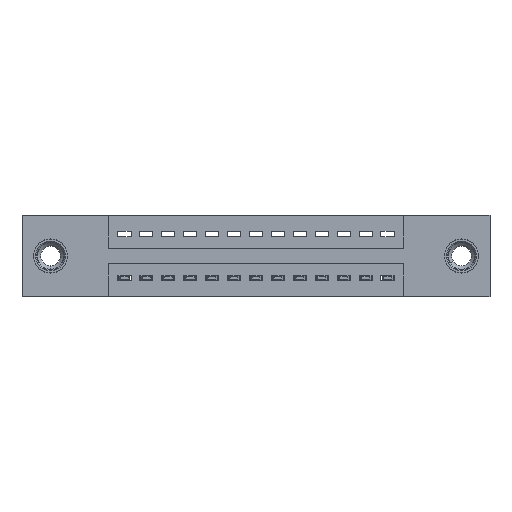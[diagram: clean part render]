
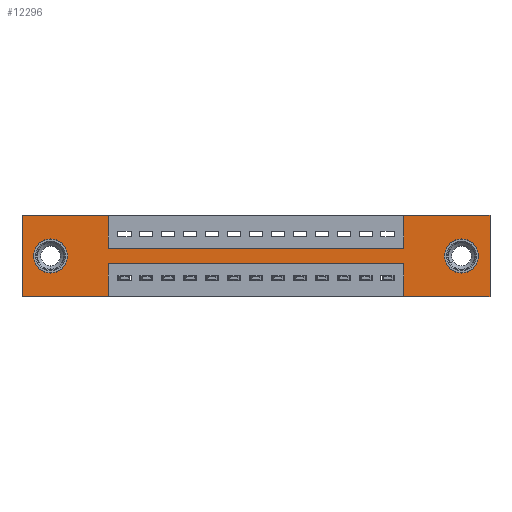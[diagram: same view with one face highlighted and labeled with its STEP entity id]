
A CAD part, front view. The second image highlights one B-rep face of the part: STEP entity #12296.
In plain terms, the highlighted planar face has unit normal (0, -1, 0).
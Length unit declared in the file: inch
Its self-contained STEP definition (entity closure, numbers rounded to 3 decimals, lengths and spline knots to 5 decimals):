
#53 = VERTEX_POINT ( 'NONE', #10865 ) ;
#297 = CARTESIAN_POINT ( 'NONE',  ( 2.005, 0., -0.107 ) ) ;
#311 = CARTESIAN_POINT ( 'NONE',  ( 0.3925, 0., 0. ) ) ;
#358 = LINE ( 'NONE', #14033, #8528 ) ;
#366 = CIRCLE ( 'NONE', #14251, 0.078 ) ;
#501 = AXIS2_PLACEMENT_3D ( 'NONE', #10673, #10566, #11812 ) ;
#550 = LINE ( 'NONE', #1454, #8539 ) ;
#554 = CARTESIAN_POINT ( 'NONE',  ( 0., 0., -0.37 ) ) ;
#648 = ORIENTED_EDGE ( 'NONE', *, *, #10264, .F. ) ;
#664 = EDGE_CURVE ( 'NONE', #3946, #4140, #13900, .T. ) ;
#729 = DIRECTION ( 'NONE',  ( 0., 0., -1. ) ) ;
#739 = EDGE_CURVE ( 'NONE', #12260, #1007, #7306, .T. ) ;
#769 = EDGE_CURVE ( 'NONE', #4732, #10632, #9263, .T. ) ;
#839 = CARTESIAN_POINT ( 'NONE',  ( 0.3925, 0., -0.15 ) ) ;
#968 = VERTEX_POINT ( 'NONE', #14393 ) ;
#1007 = VERTEX_POINT ( 'NONE', #4348 ) ;
#1044 = VERTEX_POINT ( 'NONE', #5355 ) ;
#1240 = VERTEX_POINT ( 'NONE', #839 ) ;
#1352 = DIRECTION ( 'NONE',  ( 0., 0., 1. ) ) ;
#1454 = CARTESIAN_POINT ( 'NONE',  ( 1.7425, 0., 0. ) ) ;
#1624 = VECTOR ( 'NONE', #3425, 39.37008 ) ;
#1637 = FACE_BOUND ( 'NONE', #3122, .T. ) ;
#1730 = LINE ( 'NONE', #12402, #6524 ) ;
#1732 = EDGE_CURVE ( 'NONE', #10494, #1240, #5315, .T. ) ;
#1860 = CARTESIAN_POINT ( 'NONE',  ( 0.13, 0., -0.185 ) ) ;
#1870 = ORIENTED_EDGE ( 'NONE', *, *, #10297, .T. ) ;
#1998 = CARTESIAN_POINT ( 'NONE',  ( 1.7425, 0., 0. ) ) ;
#2146 = DIRECTION ( 'NONE',  ( 1., 0., 0. ) ) ;
#2171 = ORIENTED_EDGE ( 'NONE', *, *, #9343, .F. ) ;
#2396 = CARTESIAN_POINT ( 'NONE',  ( 0., 0., 0. ) ) ;
#2576 = CARTESIAN_POINT ( 'NONE',  ( 0.3925, 0., -0.37 ) ) ;
#2678 = ORIENTED_EDGE ( 'NONE', *, *, #10285, .F. ) ;
#2782 = DIRECTION ( 'NONE',  ( 0., -1., 0. ) ) ;
#3122 = EDGE_LOOP ( 'NONE', ( #10671, #1870 ) ) ;
#3184 = DIRECTION ( 'NONE',  ( 0., 1., 0. ) ) ;
#3329 = CARTESIAN_POINT ( 'NONE',  ( 2.005, 0., -0.185 ) ) ;
#3425 = DIRECTION ( 'NONE',  ( 1., 0., 0. ) ) ;
#3505 = DIRECTION ( 'NONE',  ( 1., 0., 0. ) ) ;
#3542 = CARTESIAN_POINT ( 'NONE',  ( 1.7425, 0., -0.15 ) ) ;
#3872 = LINE ( 'NONE', #10274, #1624 ) ;
#3946 = VERTEX_POINT ( 'NONE', #2576 ) ;
#4046 = DIRECTION ( 'NONE',  ( 0., 1., 0. ) ) ;
#4082 = CIRCLE ( 'NONE', #501, 0.078 ) ;
#4086 = AXIS2_PLACEMENT_3D ( 'NONE', #3329, #3184, #12281 ) ;
#4117 = VECTOR ( 'NONE', #9322, 39.37008 ) ;
#4140 = VERTEX_POINT ( 'NONE', #554 ) ;
#4262 = EDGE_LOOP ( 'NONE', ( #7095, #6085 ) ) ;
#4348 = CARTESIAN_POINT ( 'NONE',  ( 1.7425, 0., -0.22 ) ) ;
#4667 = VECTOR ( 'NONE', #7538, 39.37008 ) ;
#4689 = EDGE_CURVE ( 'NONE', #10632, #11063, #13582, .T. ) ;
#4732 = VERTEX_POINT ( 'NONE', #1998 ) ;
#4814 = PLANE ( 'NONE',  #5939 ) ;
#4825 = VERTEX_POINT ( 'NONE', #3542 ) ;
#5315 = LINE ( 'NONE', #8731, #9084 ) ;
#5355 = CARTESIAN_POINT ( 'NONE',  ( 0.13, 0., -0.263 ) ) ;
#5515 = DIRECTION ( 'NONE',  ( 0., 0., -1. ) ) ;
#5524 = EDGE_CURVE ( 'NONE', #53, #1044, #10192, .T. ) ;
#5895 = ORIENTED_EDGE ( 'NONE', *, *, #11357, .F. ) ;
#5939 = AXIS2_PLACEMENT_3D ( 'NONE', #13959, #2782, #10620 ) ;
#6085 = ORIENTED_EDGE ( 'NONE', *, *, #13976, .T. ) ;
#6240 = CARTESIAN_POINT ( 'NONE',  ( 0.3925, 0., -0.22 ) ) ;
#6312 = EDGE_CURVE ( 'NONE', #10648, #8146, #4082, .T. ) ;
#6416 = DIRECTION ( 'NONE',  ( 0., 0., 1. ) ) ;
#6524 = VECTOR ( 'NONE', #2146, 39.37008 ) ;
#6593 = CARTESIAN_POINT ( 'NONE',  ( 2.135, 0., 0. ) ) ;
#6668 = VECTOR ( 'NONE', #9173, 39.37008 ) ;
#6751 = ORIENTED_EDGE ( 'NONE', *, *, #664, .F. ) ;
#6756 = FACE_BOUND ( 'NONE', #4262, .T. ) ;
#6896 = CARTESIAN_POINT ( 'NONE',  ( 0., 0., 0. ) ) ;
#7095 = ORIENTED_EDGE ( 'NONE', *, *, #5524, .T. ) ;
#7306 = LINE ( 'NONE', #10531, #12641 ) ;
#7538 = DIRECTION ( 'NONE',  ( 0., 0., 1. ) ) ;
#7678 = EDGE_LOOP ( 'NONE', ( #5895, #648, #11154, #2171, #11204, #10372, #9477, #12617, #14690, #14044, #2678, #6751 ) ) ;
#7701 = VERTEX_POINT ( 'NONE', #6240 ) ;
#7737 = VECTOR ( 'NONE', #5515, 39.37008 ) ;
#7749 = EDGE_CURVE ( 'NONE', #4825, #4732, #550, .T. ) ;
#8146 = VERTEX_POINT ( 'NONE', #11072 ) ;
#8270 = CARTESIAN_POINT ( 'NONE',  ( 0., 0., -0.37 ) ) ;
#8528 = VECTOR ( 'NONE', #10205, 39.37008 ) ;
#8539 = VECTOR ( 'NONE', #12899, 39.37008 ) ;
#8731 = CARTESIAN_POINT ( 'NONE',  ( 0.3925, 0., 0. ) ) ;
#8813 = CARTESIAN_POINT ( 'NONE',  ( 0.3925, 0., -0.22 ) ) ;
#9084 = VECTOR ( 'NONE', #729, 39.37008 ) ;
#9163 = LINE ( 'NONE', #12696, #4117 ) ;
#9173 = DIRECTION ( 'NONE',  ( -1., 0., 0. ) ) ;
#9263 = LINE ( 'NONE', #2396, #12113 ) ;
#9296 = CARTESIAN_POINT ( 'NONE',  ( 2.135, 0., -0.37 ) ) ;
#9322 = DIRECTION ( 'NONE',  ( 0., 0., -1. ) ) ;
#9343 = EDGE_CURVE ( 'NONE', #11063, #12260, #358, .T. ) ;
#9477 = ORIENTED_EDGE ( 'NONE', *, *, #7749, .F. ) ;
#9496 = AXIS2_PLACEMENT_3D ( 'NONE', #1860, #4046, #6416 ) ;
#9689 = LINE ( 'NONE', #8813, #6668 ) ;
#10122 = CARTESIAN_POINT ( 'NONE',  ( 1.7425, 0., -0.37 ) ) ;
#10192 = CIRCLE ( 'NONE', #9496, 0.078 ) ;
#10205 = DIRECTION ( 'NONE',  ( -1., 0., 0. ) ) ;
#10264 = EDGE_CURVE ( 'NONE', #1007, #7701, #9689, .T. ) ;
#10274 = CARTESIAN_POINT ( 'NONE',  ( 0., 0., 0. ) ) ;
#10285 = EDGE_CURVE ( 'NONE', #4140, #968, #13589, .T. ) ;
#10297 = EDGE_CURVE ( 'NONE', #8146, #10648, #12707, .T. ) ;
#10372 = ORIENTED_EDGE ( 'NONE', *, *, #769, .F. ) ;
#10494 = VERTEX_POINT ( 'NONE', #311 ) ;
#10531 = CARTESIAN_POINT ( 'NONE',  ( 1.7425, 0., -0.37 ) ) ;
#10556 = CARTESIAN_POINT ( 'NONE',  ( 2.135, 0., 0. ) ) ;
#10566 = DIRECTION ( 'NONE',  ( 0., 1., 0. ) ) ;
#10620 = DIRECTION ( 'NONE',  ( 0., 0., -1. ) ) ;
#10632 = VERTEX_POINT ( 'NONE', #10556 ) ;
#10648 = VERTEX_POINT ( 'NONE', #297 ) ;
#10671 = ORIENTED_EDGE ( 'NONE', *, *, #6312, .T. ) ;
#10673 = CARTESIAN_POINT ( 'NONE',  ( 2.005, 0., -0.185 ) ) ;
#10865 = CARTESIAN_POINT ( 'NONE',  ( 0.13, 0., -0.107 ) ) ;
#11063 = VERTEX_POINT ( 'NONE', #9296 ) ;
#11072 = CARTESIAN_POINT ( 'NONE',  ( 2.005, 0., -0.263 ) ) ;
#11136 = DIRECTION ( 'NONE',  ( 0., 0., 1. ) ) ;
#11154 = ORIENTED_EDGE ( 'NONE', *, *, #739, .F. ) ;
#11204 = ORIENTED_EDGE ( 'NONE', *, *, #4689, .F. ) ;
#11241 = CARTESIAN_POINT ( 'NONE',  ( 0.13, 0., -0.185 ) ) ;
#11357 = EDGE_CURVE ( 'NONE', #7701, #3946, #9163, .T. ) ;
#11812 = DIRECTION ( 'NONE',  ( 0., 0., -1. ) ) ;
#12113 = VECTOR ( 'NONE', #3505, 39.37008 ) ;
#12260 = VERTEX_POINT ( 'NONE', #10122 ) ;
#12281 = DIRECTION ( 'NONE',  ( 0., 0., -1. ) ) ;
#12296 = ADVANCED_FACE ( 'NONE', ( #1637, #6756, #14411 ), #4814, .T. ) ;
#12402 = CARTESIAN_POINT ( 'NONE',  ( 0.3925, 0., -0.15 ) ) ;
#12617 = ORIENTED_EDGE ( 'NONE', *, *, #14678, .F. ) ;
#12641 = VECTOR ( 'NONE', #1352, 39.37008 ) ;
#12696 = CARTESIAN_POINT ( 'NONE',  ( 0.3925, 0., -0.37 ) ) ;
#12707 = CIRCLE ( 'NONE', #4086, 0.078 ) ;
#12750 = DIRECTION ( 'NONE',  ( -1., 0., 0. ) ) ;
#12899 = DIRECTION ( 'NONE',  ( 0., 0., 1. ) ) ;
#13378 = DIRECTION ( 'NONE',  ( 0., 1., 0. ) ) ;
#13508 = EDGE_CURVE ( 'NONE', #968, #10494, #3872, .T. ) ;
#13582 = LINE ( 'NONE', #6593, #7737 ) ;
#13589 = LINE ( 'NONE', #6896, #4667 ) ;
#13900 = LINE ( 'NONE', #8270, #14422 ) ;
#13959 = CARTESIAN_POINT ( 'NONE',  ( 0., 0., -0.37 ) ) ;
#13976 = EDGE_CURVE ( 'NONE', #1044, #53, #366, .T. ) ;
#14033 = CARTESIAN_POINT ( 'NONE',  ( 0., 0., -0.37 ) ) ;
#14044 = ORIENTED_EDGE ( 'NONE', *, *, #13508, .F. ) ;
#14251 = AXIS2_PLACEMENT_3D ( 'NONE', #11241, #13378, #11136 ) ;
#14393 = CARTESIAN_POINT ( 'NONE',  ( 0., 0., 0. ) ) ;
#14411 = FACE_OUTER_BOUND ( 'NONE', #7678, .T. ) ;
#14422 = VECTOR ( 'NONE', #12750, 39.37008 ) ;
#14678 = EDGE_CURVE ( 'NONE', #1240, #4825, #1730, .T. ) ;
#14690 = ORIENTED_EDGE ( 'NONE', *, *, #1732, .F. ) ;
